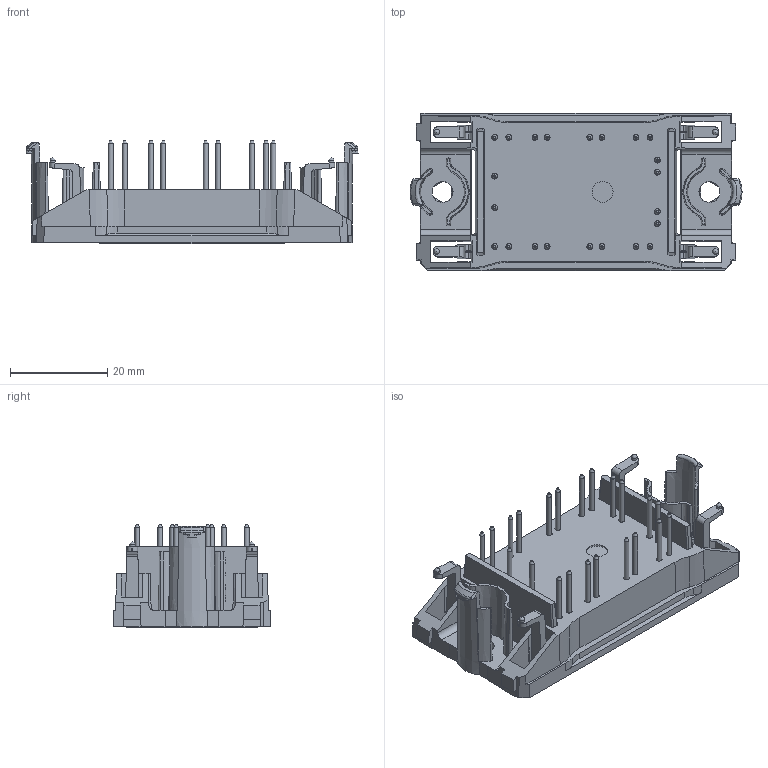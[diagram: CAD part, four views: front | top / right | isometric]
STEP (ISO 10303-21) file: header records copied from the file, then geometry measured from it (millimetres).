
FILE_DESCRIPTION(/* description */ ('Unknown'),/* implementation_level */ '2;1');
FILE_NAME(/* name */ 'P620modul',/* time_stamp */ '2015-11-10T10:52:37+01:00',/* author */ ('Unknown'),/* organization */ ('Unknown'),/* preprocessor_version */ 'ST-DEVELOPER v16',/* originating_system */ 'DEX',/* authorisation */ $);
FILE_SCHEMA (('AP242_MANAGED_MODEL_BASED_3D_ENGINEERING_MIM_LF { 1 0 10303 442 1 1 4 }','AUTOMOTIVE_DESIGN {1 0 10303 214 3 1 1}'));
Length unit declared in the file: millimetre
Products named in the file (1): P620modul
Bounding box: 68.4 x 32.5 x 21.28 mm (x, y, z)
Volume: 17574.6 mm3; surface area: 10770.4 mm2
Topology: 1 solids, 1 shells, 495 faces, 1297 edges, 842 vertices
Faces by surface type: plane 298, cylinder 129, cone 56, sphere 4, bspline 4, torus 4
Full cylindrical faces by diameter (mm): 1 x22, 1.1 x4, 1.2 x22, 4.3 x1
Entity records: 18441 total; most frequent: CARTESIAN_POINT 2946, DIRECTION 2542, ORIENTED_EDGE 2376, EDGE_CURVE 1188, AXIS2_PLACEMENT_3D 894, VERTEX_POINT 812, LINE 754, VECTOR 754
